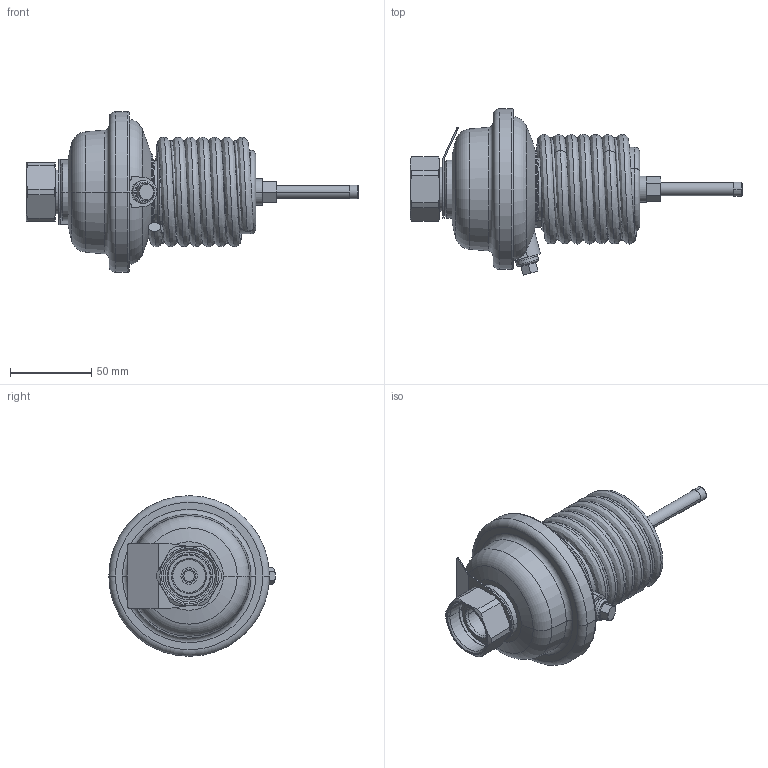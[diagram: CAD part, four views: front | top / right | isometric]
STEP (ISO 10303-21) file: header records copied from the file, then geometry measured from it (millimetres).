
FILE_DESCRIPTION((''),'2;1');
FILE_NAME('003H1836_ASM','2015-04-14T',('u317927'),('Danfoss'),'PRO/ENGINEER BY PARAMETRIC TECHNOLOGY CORPORATION, 2014000','PRO/ENGINEER BY PARAMETRIC TECHNOLOGY CORPORATION, 2014000','');
FILE_SCHEMA(('CONFIG_CONTROL_DESIGN'));
Length unit declared in the file: millimetre
Products named in the file (14): 88810020; 88810010; 88810650; 88810660; 88810680; 88810630; 88810670; 51340050; 88810210; 88810170; 84605270; 5454032; 5184018; 003H1836_ASM
Assembly tree (13 placements, depth 2):
  003H1836_ASM
    88810020
    88810010
    88810650
    88810660
    88810680
    88810630
    88810670
    51340050
    88810210
    88810170
    84605270
    5454032
    5184018
Bounding box: 204 x 102.23 x 98.7 mm (x, y, z)
Volume: 238898.8 mm3; surface area: 132811.9 mm2
Topology: 13 solids, 21 shells, 435 faces, 985 edges, 604 vertices
Faces by surface type: plane 136, cylinder 128, cone 76, torus 66, bspline 25, sphere 4
Entity records: 18344 total; most frequent: CARTESIAN_POINT 8186, DIRECTION 2231, ORIENTED_EDGE 1934, EDGE_CURVE 983, AXIS2_PLACEMENT_3D 933, VERTEX_POINT 604, CIRCLE 486, EDGE_LOOP 485
